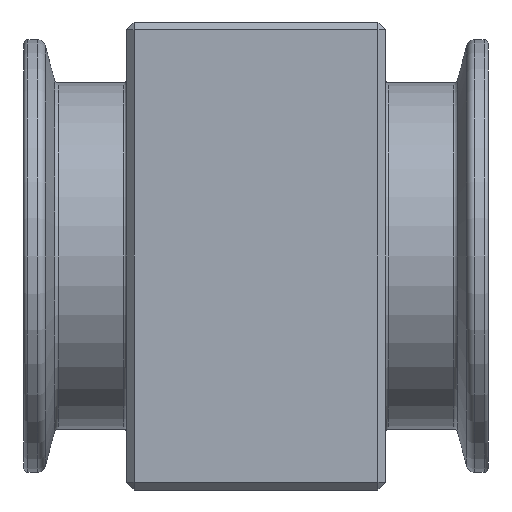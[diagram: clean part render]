
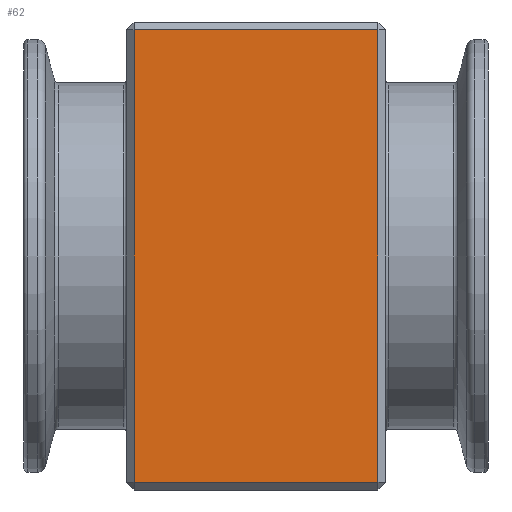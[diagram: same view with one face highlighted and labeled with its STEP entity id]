
A CAD part, left-side view. The second image highlights one B-rep face of the part: STEP entity #62.
In plain terms, the highlighted planar face has unit normal (-1, 0, 0).
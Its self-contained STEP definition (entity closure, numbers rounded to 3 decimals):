
#57 = CARTESIAN_POINT ( 'NONE',  ( -30., 16.5, 28.75 ) ) ;
#62 = ADVANCED_FACE ( 'NONE', ( #2104 ), #1048, .T. ) ;
#180 = CARTESIAN_POINT ( 'NONE',  ( -30., -15.5, -29.75 ) ) ;
#185 = DIRECTION ( 'NONE',  ( 0., 1., 0. ) ) ;
#333 = DIRECTION ( 'NONE',  ( 0., 0., 1. ) ) ;
#388 = VECTOR ( 'NONE', #185, 1000. ) ;
#405 = LINE ( 'NONE', #57, #388 ) ;
#409 = VECTOR ( 'NONE', #333, 1000. ) ;
#413 = LINE ( 'NONE', #180, #409 ) ;
#415 = CARTESIAN_POINT ( 'NONE',  ( -30., -15.5, 28.75 ) ) ;
#441 = CARTESIAN_POINT ( 'NONE',  ( -30., 15.5, 28.75 ) ) ;
#480 = VECTOR ( 'NONE', #735, 1000. ) ;
#495 = LINE ( 'NONE', #1013, #480 ) ;
#497 = VECTOR ( 'NONE', #998, 1000. ) ;
#509 = LINE ( 'NONE', #1023, #497 ) ;
#731 = AXIS2_PLACEMENT_3D ( 'NONE', #1024, #1578, #1066 ) ;
#735 = DIRECTION ( 'NONE',  ( 0., -1., 0. ) ) ;
#875 = VERTEX_POINT ( 'NONE', #1606 ) ;
#998 = DIRECTION ( 'NONE',  ( 0., 0., -1. ) ) ;
#1013 = CARTESIAN_POINT ( 'NONE',  ( -30., -16.5, -28.75 ) ) ;
#1023 = CARTESIAN_POINT ( 'NONE',  ( -30., 15.5, -29.75 ) ) ;
#1024 = CARTESIAN_POINT ( 'NONE',  ( -30., -16.5, -29.75 ) ) ;
#1048 = PLANE ( 'NONE',  #731 ) ;
#1066 = DIRECTION ( 'NONE',  ( 0., 0., 1. ) ) ;
#1070 = VERTEX_POINT ( 'NONE', #1762 ) ;
#1578 = DIRECTION ( 'NONE',  ( -1., 0., 0. ) ) ;
#1602 = EDGE_CURVE ( 'NONE', #2108, #875, #509, .T. ) ;
#1606 = CARTESIAN_POINT ( 'NONE',  ( -30., 15.5, -28.75 ) ) ;
#1645 = EDGE_CURVE ( 'NONE', #875, #1070, #495, .T. ) ;
#1739 = EDGE_CURVE ( 'NONE', #1070, #2081, #413, .T. ) ;
#1762 = CARTESIAN_POINT ( 'NONE',  ( -30., -15.5, -28.75 ) ) ;
#1772 = EDGE_CURVE ( 'NONE', #2081, #2108, #405, .T. ) ;
#1956 = ORIENTED_EDGE ( 'NONE', *, *, #1772, .T. ) ;
#1986 = ORIENTED_EDGE ( 'NONE', *, *, #1645, .T. ) ;
#1999 = ORIENTED_EDGE ( 'NONE', *, *, #1739, .T. ) ;
#2031 = ORIENTED_EDGE ( 'NONE', *, *, #1602, .T. ) ;
#2040 = EDGE_LOOP ( 'NONE', ( #2031, #1986, #1999, #1956 ) ) ;
#2081 = VERTEX_POINT ( 'NONE', #415 ) ;
#2104 = FACE_OUTER_BOUND ( 'NONE', #2040, .T. ) ;
#2108 = VERTEX_POINT ( 'NONE', #441 ) ;
